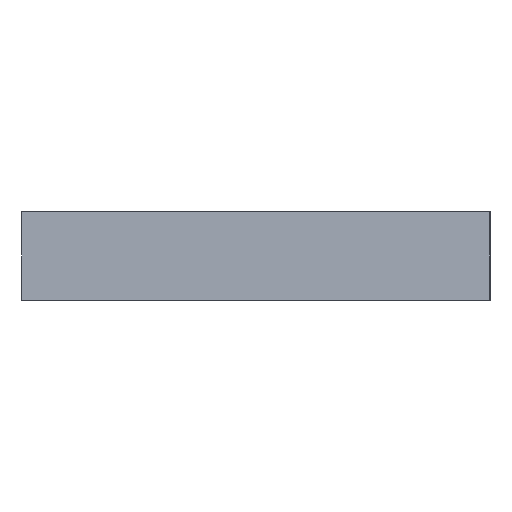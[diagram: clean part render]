
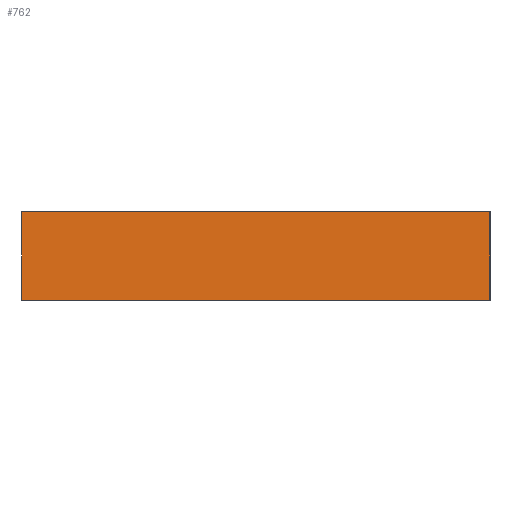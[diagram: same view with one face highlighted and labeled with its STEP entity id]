
A CAD part, left-side view. The second image highlights one B-rep face of the part: STEP entity #762.
In plain terms, the highlighted planar face has unit normal (-0.999, 0, 0.052).
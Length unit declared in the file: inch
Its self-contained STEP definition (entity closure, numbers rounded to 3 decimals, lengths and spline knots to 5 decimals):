
#704 = VERTEX_POINT ( 'NONE', #2241 ) ;
#707 = EDGE_LOOP ( 'NONE', ( #759, #773, #742, #764 ) ) ;
#709 = EDGE_CURVE ( 'NONE', #704, #729, #2243, .T. ) ;
#729 = VERTEX_POINT ( 'NONE', #2305 ) ;
#742 = ORIENTED_EDGE ( 'NONE', *, *, #761, .T. ) ;
#759 = ORIENTED_EDGE ( 'NONE', *, *, #765, .F. ) ;
#761 = EDGE_CURVE ( 'NONE', #704, #766, #2371, .T. ) ;
#762 = ADVANCED_FACE ( 'NONE', ( #2369 ), #2311, .T. ) ;
#764 = ORIENTED_EDGE ( 'NONE', *, *, #776, .T. ) ;
#765 = EDGE_CURVE ( 'NONE', #729, #769, #2316, .T. ) ;
#766 = VERTEX_POINT ( 'NONE', #2359 ) ;
#769 = VERTEX_POINT ( 'NONE', #2405 ) ;
#773 = ORIENTED_EDGE ( 'NONE', *, *, #709, .F. ) ;
#776 = EDGE_CURVE ( 'NONE', #766, #769, #2400, .T. ) ;
#2230 = DIRECTION ( 'NONE',  ( 0., 1., 0. ) ) ;
#2231 = VECTOR ( 'NONE', #2230, 39.37008 ) ;
#2241 = CARTESIAN_POINT ( 'NONE',  ( -2.195, -3.62, 0. ) ) ;
#2242 = CARTESIAN_POINT ( 'NONE',  ( -2.195, -3.62, 0. ) ) ;
#2243 = LINE ( 'NONE', #2242, #2231 ) ;
#2305 = CARTESIAN_POINT ( 'NONE',  ( -2.195, 0., 0. ) ) ;
#2311 = PLANE ( 'NONE',  #2364 ) ;
#2315 = CARTESIAN_POINT ( 'NONE',  ( -2.195, 0., 0. ) ) ;
#2316 = LINE ( 'NONE', #2315, #2358 ) ;
#2317 = DIRECTION ( 'NONE',  ( -0.999, 0., 0.052 ) ) ;
#2318 = CARTESIAN_POINT ( 'NONE',  ( -2.195, -3.62, 0. ) ) ;
#2326 = DIRECTION ( 'NONE',  ( 0.052, 0., 0.999 ) ) ;
#2357 = DIRECTION ( 'NONE',  ( 0.052, 0., 0.999 ) ) ;
#2358 = VECTOR ( 'NONE', #2357, 39.37008 ) ;
#2359 = CARTESIAN_POINT ( 'NONE',  ( -2.15915, -3.62, 0.684 ) ) ;
#2360 = DIRECTION ( 'NONE',  ( 0.052, 0., 0.999 ) ) ;
#2364 = AXIS2_PLACEMENT_3D ( 'NONE', #2318, #2317, #2360 ) ;
#2365 = VECTOR ( 'NONE', #2326, 39.37008 ) ;
#2369 = FACE_OUTER_BOUND ( 'NONE', #707, .T. ) ;
#2370 = CARTESIAN_POINT ( 'NONE',  ( -2.195, -3.62, 0. ) ) ;
#2371 = LINE ( 'NONE', #2370, #2365 ) ;
#2395 = DIRECTION ( 'NONE',  ( 0., 1., 0. ) ) ;
#2396 = VECTOR ( 'NONE', #2395, 39.37008 ) ;
#2397 = CARTESIAN_POINT ( 'NONE',  ( -2.15915, -3.62, 0.684 ) ) ;
#2400 = LINE ( 'NONE', #2397, #2396 ) ;
#2405 = CARTESIAN_POINT ( 'NONE',  ( -2.15915, 0., 0.684 ) ) ;
